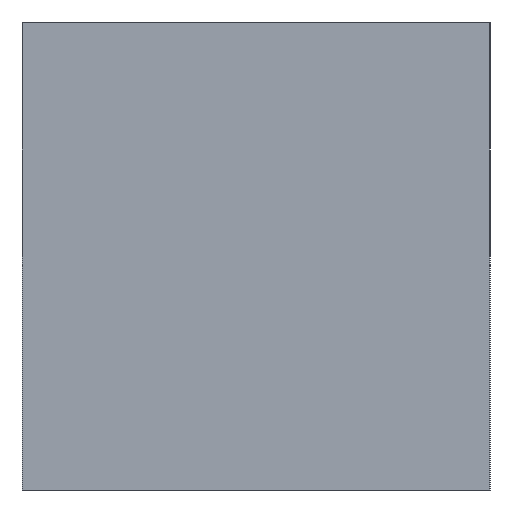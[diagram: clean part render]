
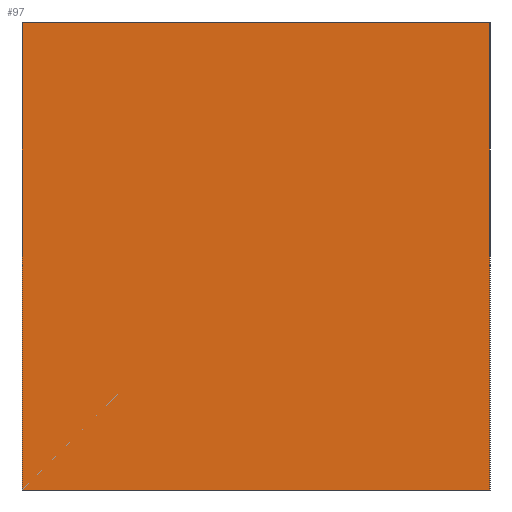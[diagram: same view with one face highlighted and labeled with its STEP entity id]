
A CAD part, left-side view. The second image highlights one B-rep face of the part: STEP entity #97.
In plain terms, the highlighted planar face has unit normal (-1, 0, 0).
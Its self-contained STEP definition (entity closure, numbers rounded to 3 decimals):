
#2 = EDGE_CURVE ( 'NONE', #19, #162, #114, .T. ) ;
#4 = ORIENTED_EDGE ( 'NONE', *, *, #155, .F. ) ;
#8 = DIRECTION ( 'NONE',  ( 0., 0., -1. ) ) ;
#16 = VECTOR ( 'NONE', #125, 1000. ) ;
#19 = VERTEX_POINT ( 'NONE', #237 ) ;
#20 = DIRECTION ( 'NONE',  ( 0., 0., -1. ) ) ;
#23 = PLANE ( 'NONE',  #173 ) ;
#29 = ORIENTED_EDGE ( 'NONE', *, *, #146, .T. ) ;
#36 = VECTOR ( 'NONE', #55, 1000. ) ;
#43 = LINE ( 'NONE', #109, #88 ) ;
#48 = EDGE_CURVE ( 'NONE', #128, #78, #43, .T. ) ;
#55 = DIRECTION ( 'NONE',  ( 0., -1., 0. ) ) ;
#71 = CARTESIAN_POINT ( 'NONE',  ( 0., 0., 0. ) ) ;
#78 = VERTEX_POINT ( 'NONE', #129 ) ;
#85 = CARTESIAN_POINT ( 'NONE',  ( 0., 0., 0. ) ) ;
#88 = VECTOR ( 'NONE', #20, 1000. ) ;
#90 = ORIENTED_EDGE ( 'NONE', *, *, #48, .T. ) ;
#91 = CARTESIAN_POINT ( 'NONE',  ( 0., 0., 25. ) ) ;
#97 = ADVANCED_FACE ( 'NONE', ( #164 ), #23, .F. ) ;
#109 = CARTESIAN_POINT ( 'NONE',  ( 0., 25., 25. ) ) ;
#114 = LINE ( 'NONE', #91, #16 ) ;
#116 = EDGE_LOOP ( 'NONE', ( #29, #144, #4, #90 ) ) ;
#125 = DIRECTION ( 'NONE',  ( 0., 0., -1. ) ) ;
#127 = LINE ( 'NONE', #71, #232 ) ;
#128 = VERTEX_POINT ( 'NONE', #206 ) ;
#129 = CARTESIAN_POINT ( 'NONE',  ( 0., 25., 0. ) ) ;
#144 = ORIENTED_EDGE ( 'NONE', *, *, #2, .F. ) ;
#146 = EDGE_CURVE ( 'NONE', #78, #162, #127, .T. ) ;
#154 = LINE ( 'NONE', #185, #36 ) ;
#155 = EDGE_CURVE ( 'NONE', #128, #19, #154, .T. ) ;
#161 = CARTESIAN_POINT ( 'NONE',  ( 0., 0., 25. ) ) ;
#162 = VERTEX_POINT ( 'NONE', #85 ) ;
#164 = FACE_OUTER_BOUND ( 'NONE', #116, .T. ) ;
#173 = AXIS2_PLACEMENT_3D ( 'NONE', #161, #198, #8 ) ;
#185 = CARTESIAN_POINT ( 'NONE',  ( 0., 0., 25. ) ) ;
#198 = DIRECTION ( 'NONE',  ( 1., 0., 0. ) ) ;
#206 = CARTESIAN_POINT ( 'NONE',  ( 0., 25., 25. ) ) ;
#227 = DIRECTION ( 'NONE',  ( 0., -1., 0. ) ) ;
#232 = VECTOR ( 'NONE', #227, 1000. ) ;
#237 = CARTESIAN_POINT ( 'NONE',  ( 0., 0., 25. ) ) ;
